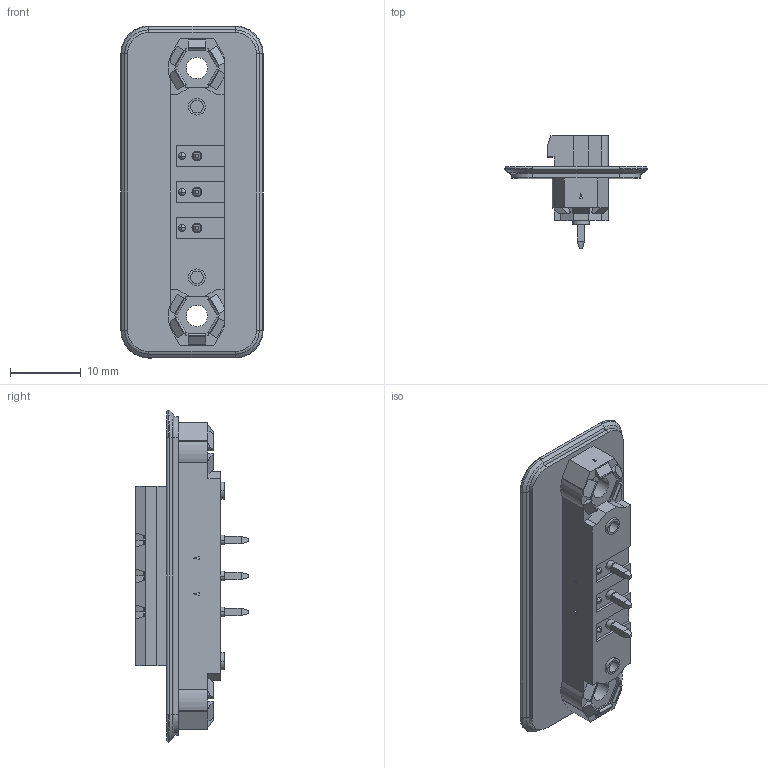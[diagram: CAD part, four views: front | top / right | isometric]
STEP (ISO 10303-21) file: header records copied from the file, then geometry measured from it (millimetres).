
FILE_DESCRIPTION(('STEP AP214'),'1');
FILE_NAME('1899294.stp','2016-07-05T05:42:07',('TraceParts'),('TraceParts S.A.'),'Spatial InterOp 3D',' ',' ');
FILE_SCHEMA(('automotive_design'));
Length unit declared in the file: millimetre
Products named in the file (1): dfk-mstbva_2.5-3-gf-5.08|1#dfk-mstbva_2.5-3-gf-5.08;dfk-mstbva_2.5-3-gf-5.08
Bounding box: 20.07 x 15.9 x 46.87 mm (x, y, z)
Volume: 2889.3 mm3; surface area: 3678.7 mm2
Topology: 1 solids, 1 shells, 496 faces, 1182 edges, 713 vertices
Faces by surface type: plane 359, cylinder 91, torus 20, cone 14, sphere 12
Entity records: 18113 total; most frequent: DIRECTION 2497, CARTESIAN_POINT 2464, ORIENTED_EDGE 2364, EDGE_CURVE 1182, LINE 849, VECTOR 849, AXIS2_PLACEMENT_3D 824, VERTEX_POINT 713
